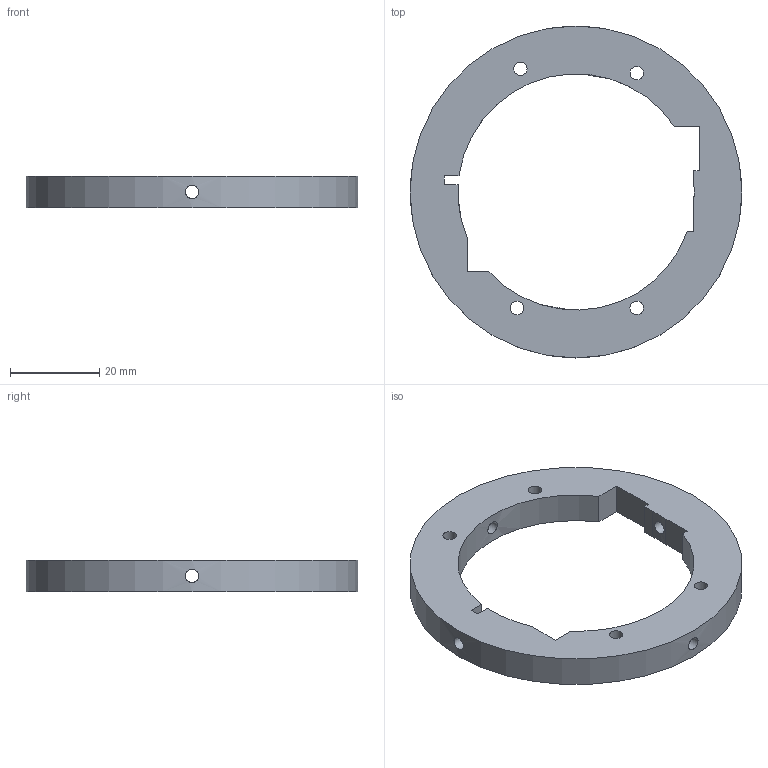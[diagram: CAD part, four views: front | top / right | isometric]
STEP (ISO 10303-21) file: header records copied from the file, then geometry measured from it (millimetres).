
FILE_DESCRIPTION(/* description */ ('STEP AP242','CAx-IF Rec.Pracs.---Representation and Presentation of Product Manufacturing Information (PMI)---4.0---2014-10-13','CAx-IF Rec.Pracs.---3D Tessellated Geometry---0.4---2014-09-14','2;1'),/* implementation_level */ '2;1');
FILE_NAME(/* name */ '66d39b93314ff53c6ae49212',/* time_stamp */ '2024-08-31T22:39:15Z',/* author */ (''),/* organization */ (''),/* preprocessor_version */ 'ST-DEVELOPER v20',/* originating_system */ ' ',/* authorisation */ ' ');
FILE_SCHEMA (('AP242_MANAGED_MODEL_BASED_3D_ENGINEERING_MIM_LF { 1 0 10303 442 1 1 4 }'));
Length unit declared in the file: metre
Products named in the file (1): Flight Computer Holder
Bounding box: 74.2 x 74.2 x 7 mm (x, y, z)
Volume: 14029.8 mm3; surface area: 7618.1 mm2
Topology: 1 solids, 1 shells, 26 faces, 75 edges, 50 vertices
Faces by surface type: plane 13, cylinder 13
Full cylindrical faces by diameter (mm): 3 x8, 74.2 x1
Entity records: 911 total; most frequent: CARTESIAN_POINT 218, DIRECTION 127, ORIENTED_EDGE 126, EDGE_CURVE 63, EDGE_LOOP 53, FACE_BOUND 53, VERTEX_POINT 48, AXIS2_PLACEMENT_3D 45
